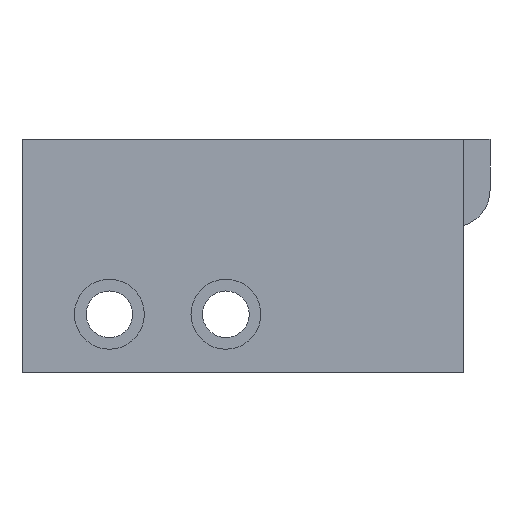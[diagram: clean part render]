
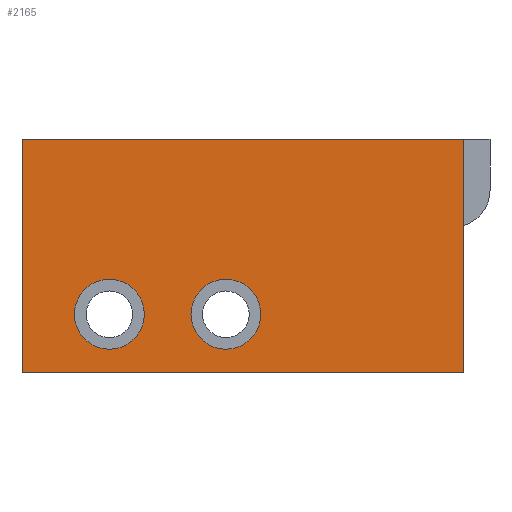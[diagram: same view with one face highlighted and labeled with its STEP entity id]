
A CAD part, front view. The second image highlights one B-rep face of the part: STEP entity #2165.
In plain terms, the highlighted planar face has unit normal (0, -1, 0).
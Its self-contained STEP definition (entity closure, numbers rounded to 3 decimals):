
#4 = PLANE ( 'NONE',  #1258 ) ;
#53 = CARTESIAN_POINT ( 'NONE',  ( -5.3, 0., -1.8 ) ) ;
#81 = EDGE_CURVE ( 'NONE', #1416, #2680, #275, .T. ) ;
#129 = CIRCLE ( 'NONE', #2590, 1.2 ) ;
#275 = CIRCLE ( 'NONE', #2689, 1.2 ) ;
#320 = CARTESIAN_POINT ( 'NONE',  ( 2.867, 0., 3. ) ) ;
#385 = DIRECTION ( 'NONE',  ( 0., 0., -1. ) ) ;
#397 = DIRECTION ( 'NONE',  ( 0., 0., -1. ) ) ;
#402 = CARTESIAN_POINT ( 'NONE',  ( 2.867, 0., 3. ) ) ;
#419 = DIRECTION ( 'NONE',  ( 0., 0., -1. ) ) ;
#434 = VECTOR ( 'NONE', #2631, 1000. ) ;
#503 = CARTESIAN_POINT ( 'NONE',  ( -9.3, 0., -1.8 ) ) ;
#727 = EDGE_LOOP ( 'NONE', ( #2827, #2820 ) ) ;
#741 = DIRECTION ( 'NONE',  ( 0., 0., -1. ) ) ;
#795 = CARTESIAN_POINT ( 'NONE',  ( -9.3, 0., -3. ) ) ;
#827 = CARTESIAN_POINT ( 'NONE',  ( -5.3, 0., -3. ) ) ;
#873 = LINE ( 'NONE', #402, #2613 ) ;
#886 = ORIENTED_EDGE ( 'NONE', *, *, #993, .F. ) ;
#917 = AXIS2_PLACEMENT_3D ( 'NONE', #795, #1942, #419 ) ;
#954 = FACE_BOUND ( 'NONE', #727, .T. ) ;
#966 = CARTESIAN_POINT ( 'NONE',  ( -5.3, 0., -3. ) ) ;
#967 = CARTESIAN_POINT ( 'NONE',  ( 2.867, 0., -5. ) ) ;
#991 = LINE ( 'NONE', #320, #2839 ) ;
#993 = EDGE_CURVE ( 'NONE', #1724, #2242, #873, .T. ) ;
#997 = ORIENTED_EDGE ( 'NONE', *, *, #81, .F. ) ;
#1082 = DIRECTION ( 'NONE',  ( 0., -1., 0. ) ) ;
#1109 = ORIENTED_EDGE ( 'NONE', *, *, #2728, .F. ) ;
#1113 = VERTEX_POINT ( 'NONE', #53 ) ;
#1132 = VERTEX_POINT ( 'NONE', #2056 ) ;
#1203 = DIRECTION ( 'NONE',  ( 1., 0., 0. ) ) ;
#1256 = VERTEX_POINT ( 'NONE', #1665 ) ;
#1258 = AXIS2_PLACEMENT_3D ( 'NONE', #1822, #2750, #1582 ) ;
#1390 = AXIS2_PLACEMENT_3D ( 'NONE', #827, #2443, #2653 ) ;
#1416 = VERTEX_POINT ( 'NONE', #2298 ) ;
#1567 = CARTESIAN_POINT ( 'NONE',  ( -9.3, 0., -3. ) ) ;
#1582 = DIRECTION ( 'NONE',  ( -1., 0., 0. ) ) ;
#1665 = CARTESIAN_POINT ( 'NONE',  ( -12.3, 0., -5. ) ) ;
#1724 = VERTEX_POINT ( 'NONE', #2832 ) ;
#1737 = CARTESIAN_POINT ( 'NONE',  ( -12.3, 0., -5. ) ) ;
#1805 = CIRCLE ( 'NONE', #1390, 1.2 ) ;
#1822 = CARTESIAN_POINT ( 'NONE',  ( 2.867, 0., 3. ) ) ;
#1824 = EDGE_CURVE ( 'NONE', #2242, #1256, #2445, .T. ) ;
#1860 = DIRECTION ( 'NONE',  ( 0., -1., 0. ) ) ;
#1914 = VECTOR ( 'NONE', #2433, 1000. ) ;
#1917 = ORIENTED_EDGE ( 'NONE', *, *, #2073, .T. ) ;
#1942 = DIRECTION ( 'NONE',  ( 0., -1., 0. ) ) ;
#1989 = EDGE_CURVE ( 'NONE', #1113, #2038, #129, .T. ) ;
#2032 = ORIENTED_EDGE ( 'NONE', *, *, #2757, .F. ) ;
#2038 = VERTEX_POINT ( 'NONE', #2723 ) ;
#2056 = CARTESIAN_POINT ( 'NONE',  ( -12.3, 0., 3. ) ) ;
#2073 = EDGE_CURVE ( 'NONE', #1132, #1256, #2179, .T. ) ;
#2165 = ADVANCED_FACE ( 'NONE', ( #2481, #954, #2514 ), #4, .F. ) ;
#2179 = LINE ( 'NONE', #1737, #1914 ) ;
#2242 = VERTEX_POINT ( 'NONE', #967 ) ;
#2298 = CARTESIAN_POINT ( 'NONE',  ( -9.3, 0., -4.2 ) ) ;
#2379 = ORIENTED_EDGE ( 'NONE', *, *, #1824, .F. ) ;
#2433 = DIRECTION ( 'NONE',  ( 0., 0., -1. ) ) ;
#2443 = DIRECTION ( 'NONE',  ( 0., -1., 0. ) ) ;
#2445 = LINE ( 'NONE', #2806, #434 ) ;
#2481 = FACE_BOUND ( 'NONE', #2876, .T. ) ;
#2514 = FACE_OUTER_BOUND ( 'NONE', #2587, .T. ) ;
#2587 = EDGE_LOOP ( 'NONE', ( #1109, #1917, #2379, #886 ) ) ;
#2590 = AXIS2_PLACEMENT_3D ( 'NONE', #966, #1860, #741 ) ;
#2613 = VECTOR ( 'NONE', #385, 1000. ) ;
#2619 = CIRCLE ( 'NONE', #917, 1.2 ) ;
#2631 = DIRECTION ( 'NONE',  ( -1., 0., 0. ) ) ;
#2653 = DIRECTION ( 'NONE',  ( 0., 0., -1. ) ) ;
#2680 = VERTEX_POINT ( 'NONE', #503 ) ;
#2689 = AXIS2_PLACEMENT_3D ( 'NONE', #1567, #1082, #397 ) ;
#2723 = CARTESIAN_POINT ( 'NONE',  ( -5.3, 0., -4.2 ) ) ;
#2728 = EDGE_CURVE ( 'NONE', #1132, #1724, #991, .T. ) ;
#2750 = DIRECTION ( 'NONE',  ( 0., 1., 0. ) ) ;
#2757 = EDGE_CURVE ( 'NONE', #2680, #1416, #2619, .T. ) ;
#2806 = CARTESIAN_POINT ( 'NONE',  ( 2.867, 0., -5. ) ) ;
#2815 = EDGE_CURVE ( 'NONE', #2038, #1113, #1805, .T. ) ;
#2820 = ORIENTED_EDGE ( 'NONE', *, *, #1989, .F. ) ;
#2827 = ORIENTED_EDGE ( 'NONE', *, *, #2815, .F. ) ;
#2832 = CARTESIAN_POINT ( 'NONE',  ( 2.867, 0., 3. ) ) ;
#2839 = VECTOR ( 'NONE', #1203, 1000. ) ;
#2876 = EDGE_LOOP ( 'NONE', ( #997, #2032 ) ) ;
